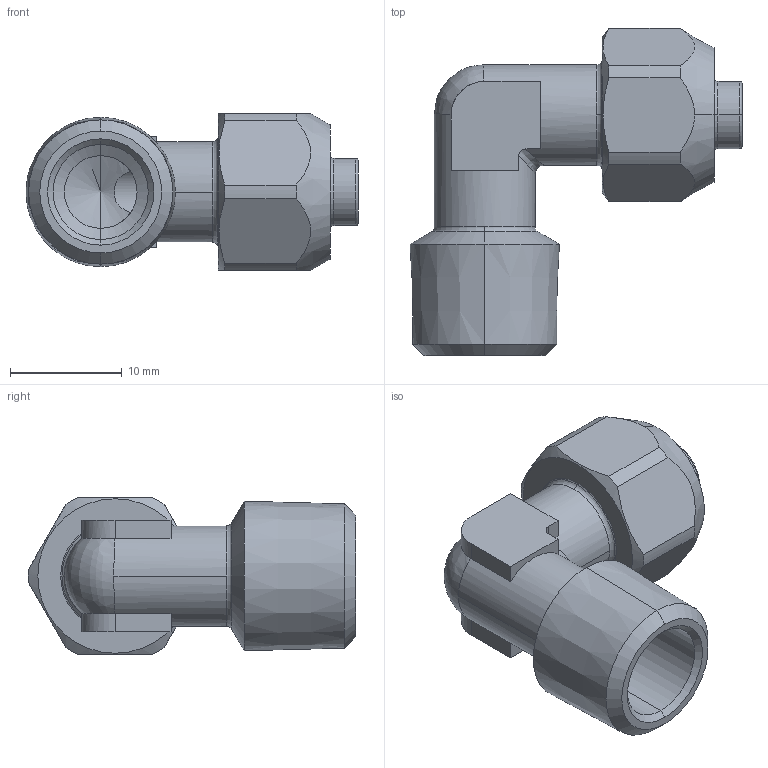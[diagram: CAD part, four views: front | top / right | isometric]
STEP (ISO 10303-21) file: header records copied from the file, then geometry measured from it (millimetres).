
FILE_DESCRIPTION (( 'STEP AP203' ), '1' );
FILE_NAME ('X2040042.STEP', '2011-07-13T08:17:03', ( 'Flavio' ), ( '' ), 'SwSTEP 2.0', 'SolidWorks 2011', '' );
FILE_SCHEMA (( 'CONFIG_CONTROL_DESIGN' ));
Length unit declared in the file: millimetre
Products named in the file (1): X2040042
Bounding box: 29.68 x 29.25 x 14 mm (x, y, z)
Volume: 3131.4 mm3; surface area: 2760.5 mm2
Topology: 1 solids, 1 shells, 74 faces, 193 edges, 121 vertices
Faces by surface type: plane 24, cylinder 22, cone 20, torus 6, bspline 2
Entity records: 2675 total; most frequent: CARTESIAN_POINT 823, ORIENTED_EDGE 382, DIRECTION 368, EDGE_CURVE 191, AXIS2_PLACEMENT_3D 144, VERTEX_POINT 121, LINE 80, VECTOR 80
